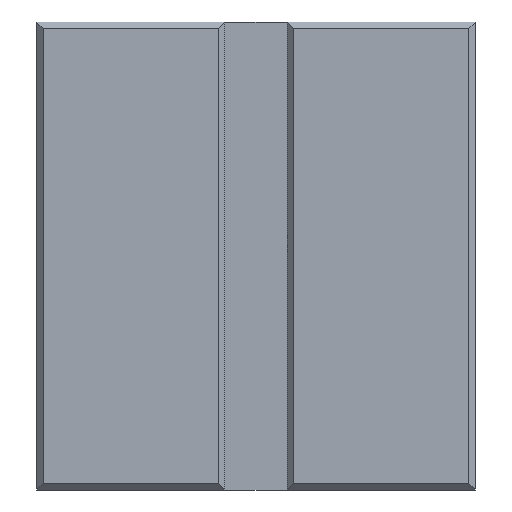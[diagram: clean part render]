
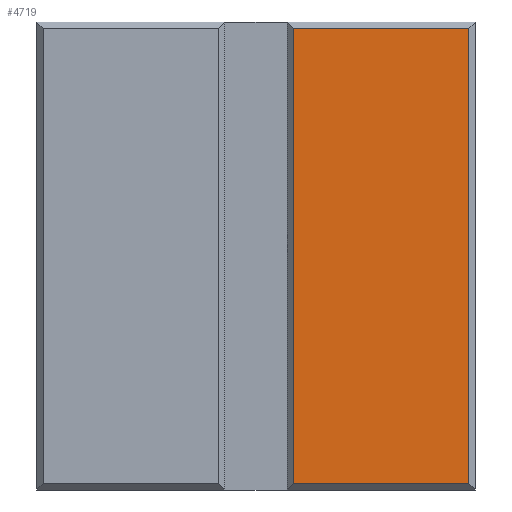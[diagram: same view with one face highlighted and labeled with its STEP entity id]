
A CAD part, front view. The second image highlights one B-rep face of the part: STEP entity #4719.
In plain terms, the highlighted planar face has unit normal (0, -1, 0).
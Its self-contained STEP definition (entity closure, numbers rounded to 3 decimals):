
#376=FACE_OUTER_BOUND('',#669,.T.);
#669=EDGE_LOOP('',(#2958,#2959,#2960,#2961));
#1039=LINE('',#6948,#1476);
#1041=LINE('',#6952,#1478);
#1042=LINE('',#6954,#1479);
#1043=LINE('',#6955,#1480);
#1476=VECTOR('',#5529,10.);
#1478=VECTOR('',#5533,10.);
#1479=VECTOR('',#5534,10.);
#1480=VECTOR('',#5535,10.);
#1913=VERTEX_POINT('',#6945);
#1914=VERTEX_POINT('',#6947);
#1915=VERTEX_POINT('',#6951);
#1916=VERTEX_POINT('',#6953);
#2323=EDGE_CURVE('',#1914,#1913,#1039,.T.);
#2325=EDGE_CURVE('',#1913,#1915,#1041,.T.);
#2326=EDGE_CURVE('',#1915,#1916,#1042,.T.);
#2327=EDGE_CURVE('',#1914,#1916,#1043,.T.);
#2958=ORIENTED_EDGE('',*,*,#2325,.T.);
#2959=ORIENTED_EDGE('',*,*,#2326,.T.);
#2960=ORIENTED_EDGE('',*,*,#2327,.F.);
#2961=ORIENTED_EDGE('',*,*,#2323,.T.);
#4221=PLANE('',#5035);
#4719=ADVANCED_FACE('',(#376),#4221,.F.);
#5035=AXIS2_PLACEMENT_3D('',#6950,#5531,#5532);
#5529=DIRECTION('',(1.,0.,0.));
#5531=DIRECTION('center_axis',(0.,1.,0.));
#5532=DIRECTION('ref_axis',(1.,0.,0.));
#5533=DIRECTION('',(0.,0.,1.));
#5534=DIRECTION('',(-1.,0.,0.));
#5535=DIRECTION('',(0.,0.,1.));
#6945=CARTESIAN_POINT('',(686.,0.,-730.));
#6947=CARTESIAN_POINT('',(408.,0.,-730.));
#6948=CARTESIAN_POINT('',(348.,0.,-730.));
#6950=CARTESIAN_POINT('Origin',(0.,0.,
0.));
#6951=CARTESIAN_POINT('',(686.,0.,-7.));
#6952=CARTESIAN_POINT('',(686.,0.,0.));
#6953=CARTESIAN_POINT('',(408.,0.,-7.));
#6954=CARTESIAN_POINT('',(348.,0.,-7.));
#6955=CARTESIAN_POINT('',(408.,0.,-360.));
